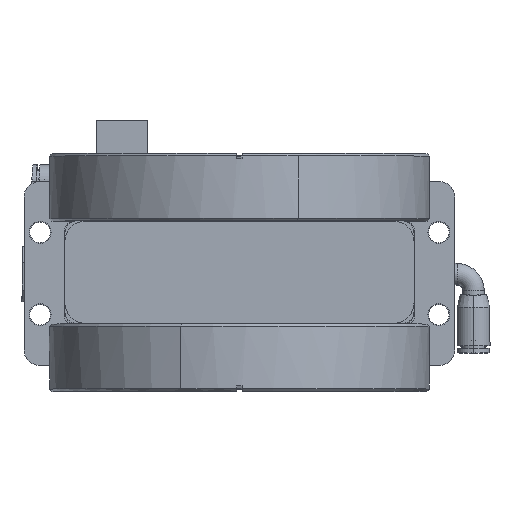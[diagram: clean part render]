
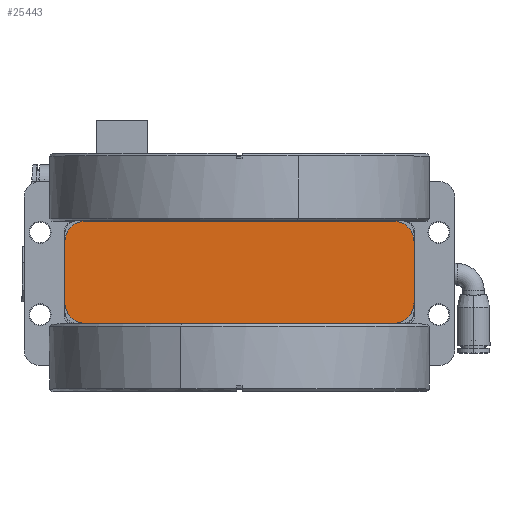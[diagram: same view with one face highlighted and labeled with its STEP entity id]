
A CAD part, top view. The second image highlights one B-rep face of the part: STEP entity #25443.
In plain terms, the highlighted planar face has unit normal (0, 0, 1).
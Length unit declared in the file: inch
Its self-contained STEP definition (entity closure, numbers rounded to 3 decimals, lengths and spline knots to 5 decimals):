
#168 = CARTESIAN_POINT ( 'NONE',  ( -1.87, 0.62, 2.575 ) ) ;
#260 = LINE ( 'NONE', #14563, #30337 ) ;
#268 = DIRECTION ( 'NONE',  ( 0., 0., 1. ) ) ;
#711 = AXIS2_PLACEMENT_3D ( 'NONE', #10069, #38701, #14173 ) ;
#749 = ORIENTED_EDGE ( 'NONE', *, *, #17123, .T. ) ;
#4735 = EDGE_CURVE ( 'NONE', #36041, #47785, #32656, .T. ) ;
#5453 = VERTEX_POINT ( 'NONE', #10735 ) ;
#6283 = FACE_OUTER_BOUND ( 'NONE', #21473, .T. ) ;
#7053 = ORIENTED_EDGE ( 'NONE', *, *, #26590, .T. ) ;
#7250 = DIRECTION ( 'NONE',  ( 0., -1., 0. ) ) ;
#7315 = VECTOR ( 'NONE', #7250, 39.37008 ) ;
#10069 = CARTESIAN_POINT ( 'NONE',  ( -1.87, 0.37, 2.575 ) ) ;
#10315 = EDGE_CURVE ( 'NONE', #47785, #30400, #20907, .T. ) ;
#10735 = CARTESIAN_POINT ( 'NONE',  ( 1.87, -0.62, 2.575 ) ) ;
#12727 = EDGE_CURVE ( 'NONE', #22397, #5453, #260, .T. ) ;
#13167 = AXIS2_PLACEMENT_3D ( 'NONE', #24805, #268, #28907 ) ;
#13224 = ORIENTED_EDGE ( 'NONE', *, *, #12727, .T. ) ;
#13576 = VERTEX_POINT ( 'NONE', #46802 ) ;
#13658 = PLANE ( 'NONE',  #36002 ) ;
#13897 = DIRECTION ( 'NONE',  ( 0., 0., 1. ) ) ;
#14173 = DIRECTION ( 'NONE',  ( 0., 1., 0. ) ) ;
#14563 = CARTESIAN_POINT ( 'NONE',  ( 1.87, -0.62, 2.575 ) ) ;
#15274 = CIRCLE ( 'NONE', #16570, 0.25 ) ;
#16484 = CARTESIAN_POINT ( 'NONE',  ( 2.12, -0.37, 2.575 ) ) ;
#16570 = AXIS2_PLACEMENT_3D ( 'NONE', #38438, #13897, #42554 ) ;
#17022 = DIRECTION ( 'NONE',  ( 0., 0., 1. ) ) ;
#17123 = EDGE_CURVE ( 'NONE', #32120, #22397, #15274, .T. ) ;
#18154 = LINE ( 'NONE', #44256, #7315 ) ;
#19113 = CARTESIAN_POINT ( 'NONE',  ( 1.87, 0.62, 2.575 ) ) ;
#20907 = CIRCLE ( 'NONE', #13167, 0.25 ) ;
#21473 = EDGE_LOOP ( 'NONE', ( #7053, #36945, #749, #13224, #36108, #22134, #52003, #36101 ) ) ;
#22134 = ORIENTED_EDGE ( 'NONE', *, *, #4735, .T. ) ;
#22397 = VERTEX_POINT ( 'NONE', #32838 ) ;
#22951 = VECTOR ( 'NONE', #39503, 39.37008 ) ;
#24805 = CARTESIAN_POINT ( 'NONE',  ( 1.87, 0.37, 2.575 ) ) ;
#25443 = ADVANCED_FACE ( 'NONE', ( #6283 ), #13658, .F. ) ;
#25921 = EDGE_CURVE ( 'NONE', #5453, #36041, #48487, .T. ) ;
#26016 = DIRECTION ( 'NONE',  ( 0., 1., 0. ) ) ;
#26590 = EDGE_CURVE ( 'NONE', #29740, #13576, #32386, .T. ) ;
#26783 = LINE ( 'NONE', #19113, #22951 ) ;
#28691 = EDGE_CURVE ( 'NONE', #30400, #29740, #26783, .T. ) ;
#28907 = DIRECTION ( 'NONE',  ( 0., -1., 0. ) ) ;
#29740 = VERTEX_POINT ( 'NONE', #168 ) ;
#30337 = VECTOR ( 'NONE', #39094, 39.37008 ) ;
#30400 = VERTEX_POINT ( 'NONE', #34134 ) ;
#31679 = EDGE_CURVE ( 'NONE', #13576, #32120, #18154, .T. ) ;
#32120 = VERTEX_POINT ( 'NONE', #48323 ) ;
#32386 = CIRCLE ( 'NONE', #711, 0.25 ) ;
#32656 = LINE ( 'NONE', #38372, #33931 ) ;
#32838 = CARTESIAN_POINT ( 'NONE',  ( -1.87, -0.62, 2.575 ) ) ;
#33931 = VECTOR ( 'NONE', #46402, 39.37008 ) ;
#34043 = CARTESIAN_POINT ( 'NONE',  ( -1.87, 0.37, 2.575 ) ) ;
#34134 = CARTESIAN_POINT ( 'NONE',  ( 1.87, 0.62, 2.575 ) ) ;
#36002 = AXIS2_PLACEMENT_3D ( 'NONE', #34043, #50510, #26016 ) ;
#36041 = VERTEX_POINT ( 'NONE', #16484 ) ;
#36101 = ORIENTED_EDGE ( 'NONE', *, *, #28691, .T. ) ;
#36108 = ORIENTED_EDGE ( 'NONE', *, *, #25921, .T. ) ;
#36702 = AXIS2_PLACEMENT_3D ( 'NONE', #41547, #17022, #45631 ) ;
#36945 = ORIENTED_EDGE ( 'NONE', *, *, #31679, .T. ) ;
#38372 = CARTESIAN_POINT ( 'NONE',  ( 2.12, 0.37, 2.575 ) ) ;
#38438 = CARTESIAN_POINT ( 'NONE',  ( -1.87, -0.37, 2.575 ) ) ;
#38701 = DIRECTION ( 'NONE',  ( 0., 0., 1. ) ) ;
#39094 = DIRECTION ( 'NONE',  ( 1., 0., 0. ) ) ;
#39503 = DIRECTION ( 'NONE',  ( -1., 0., 0. ) ) ;
#41547 = CARTESIAN_POINT ( 'NONE',  ( 1.87, -0.37, 2.575 ) ) ;
#42554 = DIRECTION ( 'NONE',  ( 0., 1., 0. ) ) ;
#44256 = CARTESIAN_POINT ( 'NONE',  ( -2.12, 0.37, 2.575 ) ) ;
#45631 = DIRECTION ( 'NONE',  ( 0., 1., 0. ) ) ;
#46057 = CARTESIAN_POINT ( 'NONE',  ( 2.12, 0.37, 2.575 ) ) ;
#46402 = DIRECTION ( 'NONE',  ( 0., 1., 0. ) ) ;
#46802 = CARTESIAN_POINT ( 'NONE',  ( -2.12, 0.37, 2.575 ) ) ;
#47785 = VERTEX_POINT ( 'NONE', #46057 ) ;
#48323 = CARTESIAN_POINT ( 'NONE',  ( -2.12, -0.37, 2.575 ) ) ;
#48487 = CIRCLE ( 'NONE', #36702, 0.25 ) ;
#50510 = DIRECTION ( 'NONE',  ( 0., 0., -1. ) ) ;
#52003 = ORIENTED_EDGE ( 'NONE', *, *, #10315, .T. ) ;
